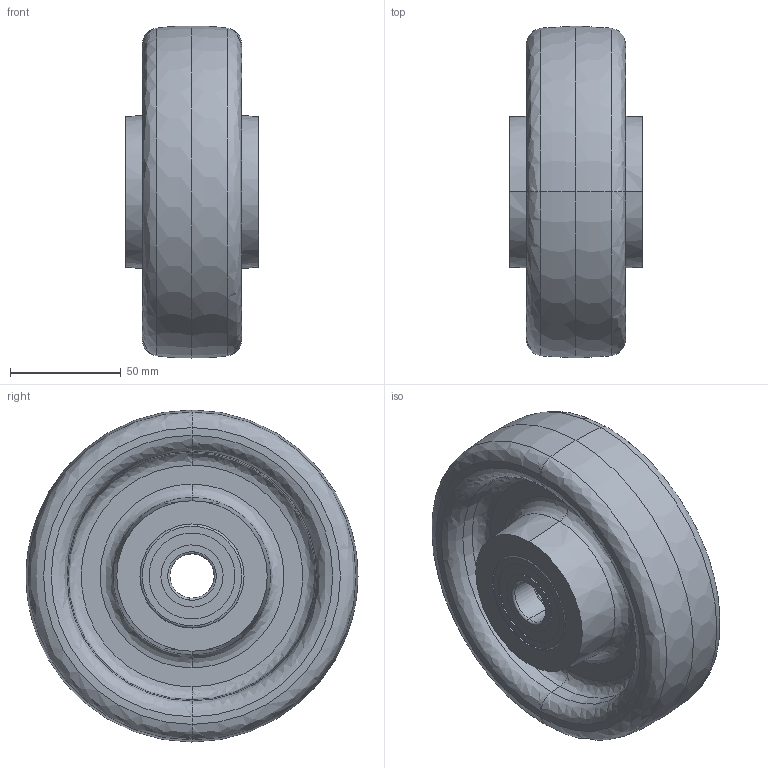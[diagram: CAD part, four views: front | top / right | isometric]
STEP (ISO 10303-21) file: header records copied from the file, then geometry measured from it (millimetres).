
FILE_DESCRIPTION (( 'STEP AP214' ), '1' );
FILE_NAME ('0033423.step', '2024-02-05T09:39:55', ( '' ), ( '' ), 'SwSTEP 2.0', 'SolidWorks 2020', '' );
FILE_SCHEMA (( 'AUTOMOTIVE_DESIGN' ));
Length unit declared in the file: millimetre
Products named in the file (1): 0033423
Bounding box: 60.1 x 150 x 150 mm (x, y, z)
Volume: 581870.6 mm3; surface area: 106750.2 mm2
Topology: 14 solids, 14 shells, 154 faces, 308 edges, 182 vertices
Faces by surface type: cylinder 50, torus 40, plane 32, bspline 20, cone 12
Entity records: 7079 total; most frequent: CARTESIAN_POINT 1889, DIRECTION 796, ORIENTED_EDGE 616, AXIS2_PLACEMENT_3D 361, EDGE_CURVE 308, CIRCLE 226, VERTEX_POINT 182, EDGE_LOOP 178
